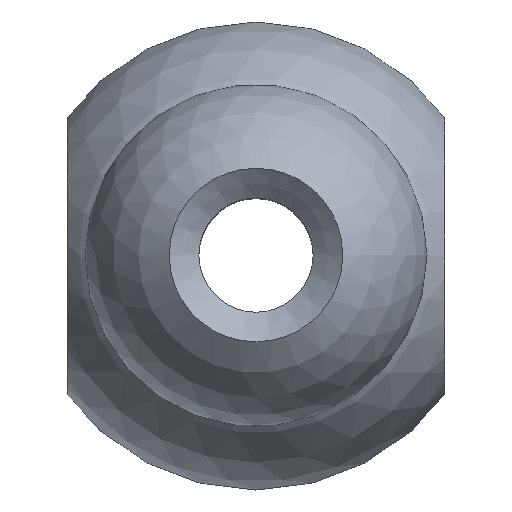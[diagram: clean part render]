
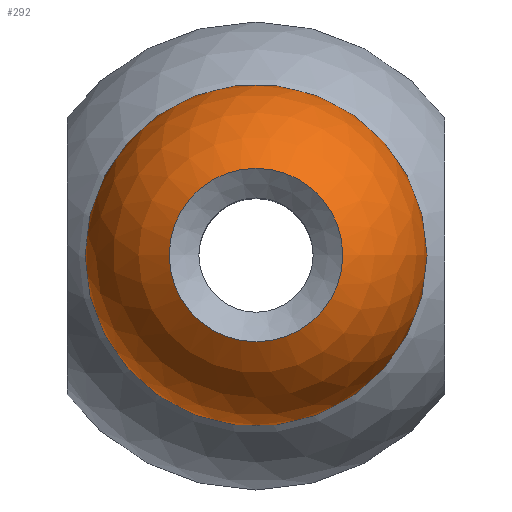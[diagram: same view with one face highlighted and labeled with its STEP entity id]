
A CAD part, top view. The second image highlights one B-rep face of the part: STEP entity #292.
In plain terms, the highlighted spherical face has radius 7.5 mm.
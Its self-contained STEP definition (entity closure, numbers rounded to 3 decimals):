
#23=SPHERICAL_SURFACE('',#317,7.5);
#28=FACE_BOUND('',#61,.T.);
#39=FACE_OUTER_BOUND('',#60,.T.);
#60=EDGE_LOOP('',(#211));
#61=EDGE_LOOP('',(#212));
#112=CIRCLE('',#315,3.796);
#114=CIRCLE('',#318,4.1);
#141=VERTEX_POINT('',#509);
#143=VERTEX_POINT('',#514);
#168=EDGE_CURVE('',#141,#141,#112,.T.);
#170=EDGE_CURVE('',#143,#143,#114,.T.);
#211=ORIENTED_EDGE('',*,*,#170,.T.);
#212=ORIENTED_EDGE('',*,*,#168,.F.);
#292=ADVANCED_FACE('',(#39,#28),#23,.T.);
#315=AXIS2_PLACEMENT_3D('',#510,#367,#368);
#317=AXIS2_PLACEMENT_3D('',#513,#371,#372);
#318=AXIS2_PLACEMENT_3D('',#515,#373,#374);
#367=DIRECTION('center_axis',(0.,0.,1.));
#368=DIRECTION('ref_axis',(1.,0.,0.));
#371=DIRECTION('center_axis',(0.,0.,1.));
#372=DIRECTION('ref_axis',(1.,0.,0.));
#373=DIRECTION('center_axis',(0.,0.,1.));
#374=DIRECTION('ref_axis',(1.,0.,0.));
#509=CARTESIAN_POINT('',(3.796,0.,30.468));
#510=CARTESIAN_POINT('Origin',(0.,0.,30.468));
#513=CARTESIAN_POINT('Origin',(0.,0.,24.));
#514=CARTESIAN_POINT('',(4.1,0.,17.72));
#515=CARTESIAN_POINT('Origin',(0.,0.,17.72));
